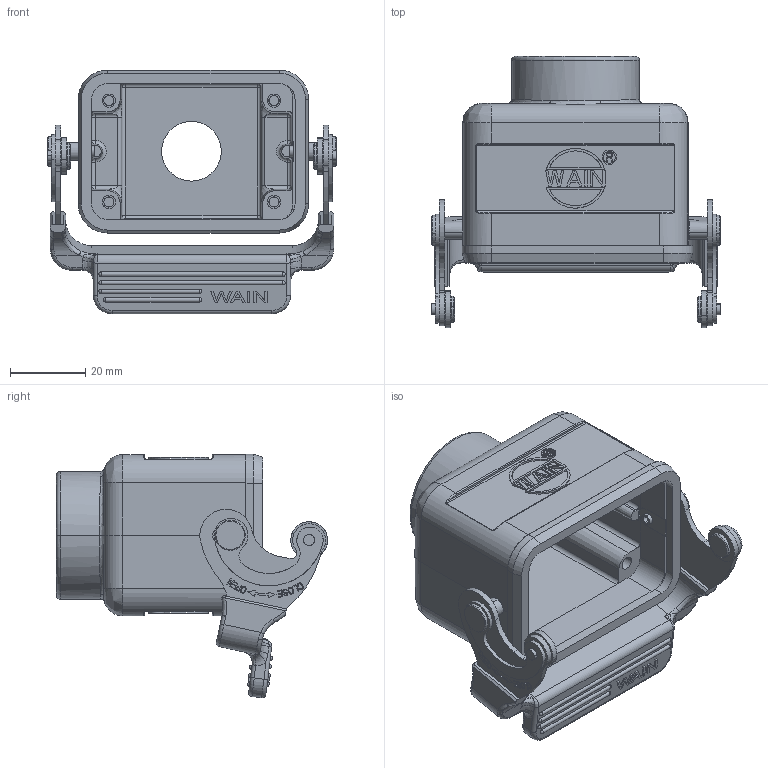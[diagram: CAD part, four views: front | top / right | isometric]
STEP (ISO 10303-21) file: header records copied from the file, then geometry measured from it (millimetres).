
FILE_DESCRIPTION((''),'2;1');
FILE_NAME('222_ASM','2020-04-30T',('f.li'),(''),'PRO/ENGINEER BY PARAMETRIC TECHNOLOGY CORPORATION, 2012480','PRO/ENGINEER BY PARAMETRIC TECHNOLOGY CORPORATION, 2012480','');
FILE_SCHEMA(('CONFIG_CONTROL_DESIGN'));
Length unit declared in the file: inch
Products named in the file (2): MSBR-12; 222_ASM
Assembly tree (1 placements, depth 2):
  222_ASM
    MSBR-12
Bounding box: 77 x 72.23 x 64.91 mm (x, y, z)
Volume: 53854.5 mm3; surface area: 31115.4 mm2
Topology: 3 solids, 14 shells, 1263 faces, 3286 edges, 2124 vertices
Faces by surface type: plane 615, extrusion 265, cylinder 224, bspline 54, cone 40, torus 39, sphere 26
Entity records: 44242 total; most frequent: CARTESIAN_POINT 14422, ORIENTED_EDGE 6510, DIRECTION 5303, EDGE_CURVE 3255, VECTOR 2195, VERTEX_POINT 2124, LINE 1930, AXIS2_PLACEMENT_3D 1554
